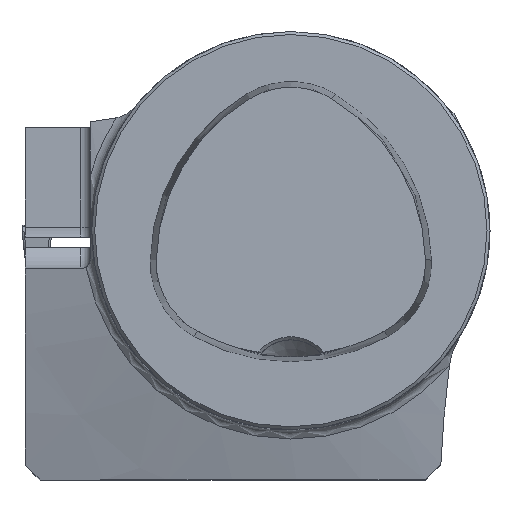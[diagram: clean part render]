
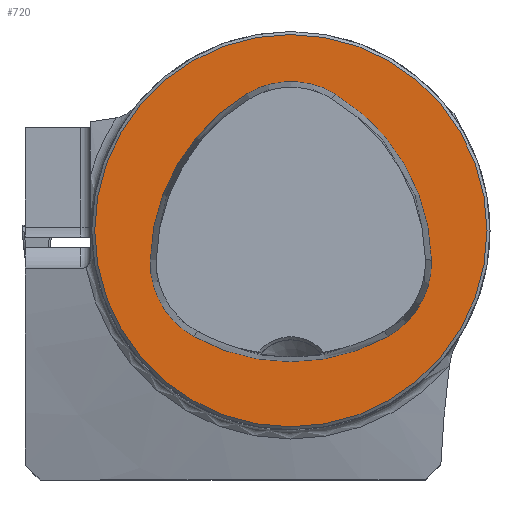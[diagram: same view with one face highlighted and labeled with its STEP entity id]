
A CAD part, top view. The second image highlights one B-rep face of the part: STEP entity #720.
In plain terms, the highlighted planar face has unit normal (0, 0, 1).
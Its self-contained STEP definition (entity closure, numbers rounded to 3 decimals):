
#154=FACE_BOUND('',#1047,.T.);
#155=FACE_BOUND('',#1048,.T.);
#241=PLANE('',#2956);
#720=ADVANCED_FACE('CU_FL_N1_SU_1',(#154,#155),#241,.T.);
#1047=EDGE_LOOP('',(#1476,#1477,#1478,#1479,#1480,#1481));
#1048=EDGE_LOOP('',(#1482));
#1200=CIRCLE('',#2947,20.063);
#1202=CIRCLE('',#2950,20.063);
#1203=CIRCLE('',#2951,8.563);
#1204=CIRCLE('',#2952,20.063);
#1205=CIRCLE('',#2953,8.563);
#1206=CIRCLE('',#2954,8.563);
#1207=CIRCLE('',#2955,19.7);
#1476=ORIENTED_EDGE('',*,*,#2501,.F.);
#1477=ORIENTED_EDGE('',*,*,#2502,.F.);
#1478=ORIENTED_EDGE('',*,*,#2503,.F.);
#1479=ORIENTED_EDGE('',*,*,#2504,.F.);
#1480=ORIENTED_EDGE('',*,*,#2498,.F.);
#1481=ORIENTED_EDGE('',*,*,#2505,.F.);
#1482=ORIENTED_EDGE('',*,*,#2506,.T.);
#2203=VERTEX_POINT('',#4553);
#2204=VERTEX_POINT('',#4555);
#2206=VERTEX_POINT('',#4561);
#2207=VERTEX_POINT('',#4562);
#2208=VERTEX_POINT('',#4564);
#2209=VERTEX_POINT('',#4566);
#2210=VERTEX_POINT('',#4570);
#2498=EDGE_CURVE('',#2203,#2204,#1200,.T.);
#2501=EDGE_CURVE('',#2206,#2207,#1202,.T.);
#2502=EDGE_CURVE('',#2208,#2206,#1203,.T.);
#2503=EDGE_CURVE('',#2209,#2208,#1204,.T.);
#2504=EDGE_CURVE('',#2204,#2209,#1205,.T.);
#2505=EDGE_CURVE('',#2207,#2203,#1206,.T.);
#2506=EDGE_CURVE('',#2210,#2210,#1207,.T.);
#2947=AXIS2_PLACEMENT_3D('',#4554,#3333,#3334);
#2950=AXIS2_PLACEMENT_3D('',#4560,#3340,#3341);
#2951=AXIS2_PLACEMENT_3D('',#4563,#3342,#3343);
#2952=AXIS2_PLACEMENT_3D('',#4565,#3344,#3345);
#2953=AXIS2_PLACEMENT_3D('',#4567,#3346,#3347);
#2954=AXIS2_PLACEMENT_3D('',#4568,#3348,#3349);
#2955=AXIS2_PLACEMENT_3D('',#4569,#3350,#3351);
#2956=AXIS2_PLACEMENT_3D('',#4571,#3352,#3353);
#3333=DIRECTION('',(0.,0.,1.));
#3334=DIRECTION('',(1.,0.,0.));
#3340=DIRECTION('',(0.,0.,1.));
#3341=DIRECTION('',(1.,0.,0.));
#3342=DIRECTION('',(0.,0.,1.));
#3343=DIRECTION('',(1.,0.,0.));
#3344=DIRECTION('',(0.,0.,1.));
#3345=DIRECTION('',(1.,0.,0.));
#3346=DIRECTION('',(0.,0.,1.));
#3347=DIRECTION('',(1.,0.,0.));
#3348=DIRECTION('',(0.,0.,1.));
#3349=DIRECTION('',(1.,0.,0.));
#3350=DIRECTION('',(0.,0.,1.));
#3351=DIRECTION('',(1.,0.,0.));
#3352=DIRECTION('',(0.,0.,1.));
#3353=DIRECTION('',(1.,0.,0.));
#4553=CARTESIAN_POINT('',(-9.704,-10.66,0.));
#4554=CARTESIAN_POINT('',(0.,6.9,0.));
#4555=CARTESIAN_POINT('',(9.704,-10.66,0.));
#4560=CARTESIAN_POINT('',(5.934,-3.451,0.));
#4561=CARTESIAN_POINT('',(-4.418,13.735,0.));
#4562=CARTESIAN_POINT('',(-14.123,-2.953,0.));
#4563=CARTESIAN_POINT('',(0.,6.4,0.));
#4564=CARTESIAN_POINT('',(4.418,13.735,0.));
#4565=CARTESIAN_POINT('',(-5.934,-3.451,0.));
#4566=CARTESIAN_POINT('',(14.123,-2.953,0.));
#4567=CARTESIAN_POINT('',(5.562,-3.165,0.));
#4568=CARTESIAN_POINT('',(-5.562,-3.165,0.));
#4569=CARTESIAN_POINT('',(0.,0.,0.));
#4570=CARTESIAN_POINT('',(19.7,0.,0.));
#4571=CARTESIAN_POINT('',(0.,0.,0.));
